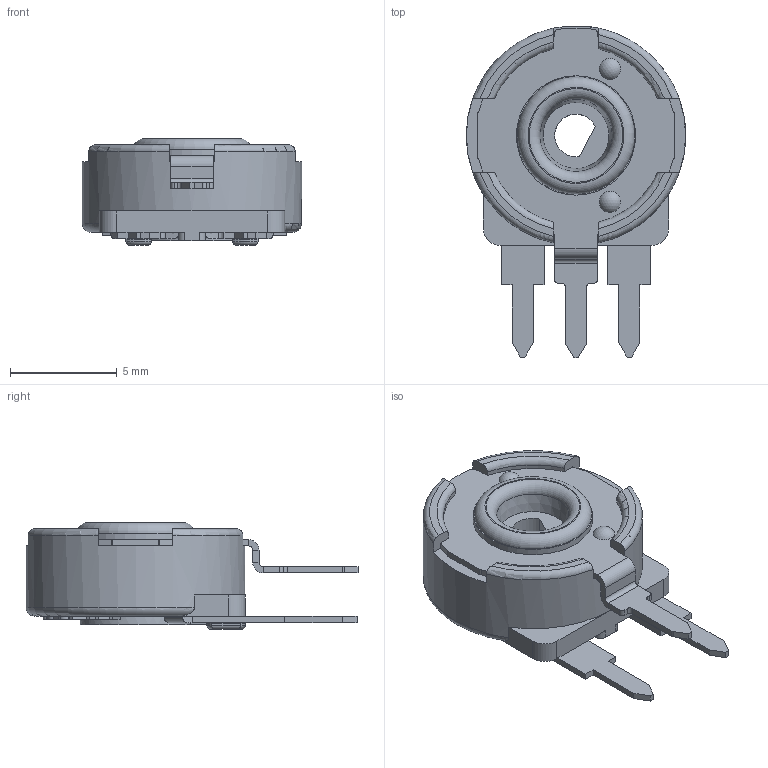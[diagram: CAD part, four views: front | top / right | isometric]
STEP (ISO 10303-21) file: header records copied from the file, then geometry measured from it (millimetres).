
FILE_DESCRIPTION (( 'STEP AP214' ), '1' );
FILE_NAME ('PT10RH01 comercial.STEP', '2024-08-29T07:35:45', ( '' ), ( '' ), 'SwSTEP 2.0', 'SolidWorks 2022', '' );
FILE_SCHEMA (( 'AUTOMOTIVE_DESIGN' ));
Length unit declared in the file: millimetre
Products named in the file (1): PT10RH01 comercial
Bounding box: 10.3 x 15.58 x 5.02 mm (x, y, z)
Surface area: 672.1 mm2 (no closed solid volume)
Topology: 0 solids, 8 shells, 296 faces, 868 edges, 584 vertices
Faces by surface type: plane 184, cylinder 58, bspline 36, torus 15, sphere 2, cone 1
Full cylindrical faces by diameter (mm): 1 x2, 3 x1, 3.15 x1, 5.6 x1, 9 x1, 10.3 x1
Entity records: 14836 total; most frequent: CARTESIAN_POINT 3937, ORIENTED_EDGE 1597, DIRECTION 1441, EDGE_CURVE 855, VERTEX_POINT 581, LINE 579, VECTOR 579, AXIS2_PLACEMENT_3D 431
